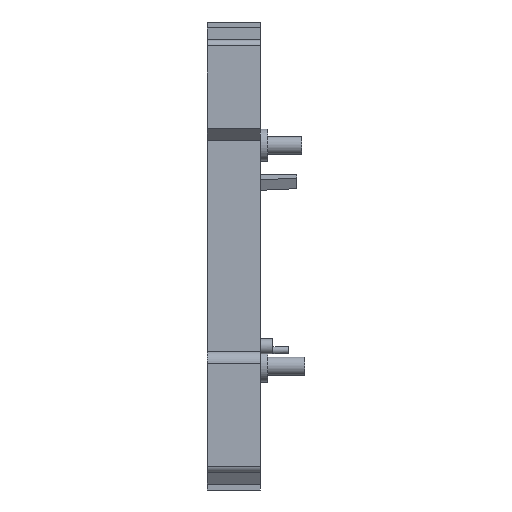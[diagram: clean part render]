
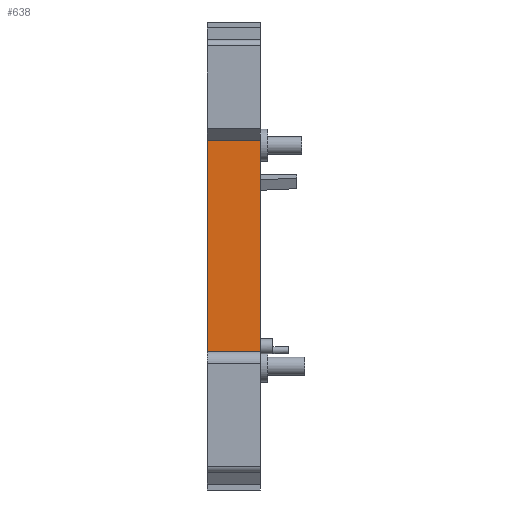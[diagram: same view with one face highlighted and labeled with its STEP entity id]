
A CAD part, front view. The second image highlights one B-rep face of the part: STEP entity #638.
In plain terms, the highlighted planar face has unit normal (0, -1, 0).
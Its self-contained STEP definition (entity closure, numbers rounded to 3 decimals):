
#307 = VECTOR ( 'NONE', #5465, 1000. ) ;
#313 = DIRECTION ( 'NONE',  ( 0., 0., 1. ) ) ;
#337 = VECTOR ( 'NONE', #3232, 1000. ) ;
#360 = DIRECTION ( 'NONE',  ( 0., 0., 1. ) ) ;
#365 = EDGE_LOOP ( 'NONE', ( #1733, #5484, #2386, #4154 ) ) ;
#638 = ADVANCED_FACE ( 'NONE', ( #5031 ), #4544, .F. ) ;
#832 = VECTOR ( 'NONE', #3342, 1000. ) ;
#841 = CARTESIAN_POINT ( 'NONE',  ( -4.5, -68.3, 19.5 ) ) ;
#1212 = EDGE_CURVE ( 'NONE', #1797, #5169, #5670, .T. ) ;
#1365 = LINE ( 'NONE', #841, #1828 ) ;
#1465 = CARTESIAN_POINT ( 'NONE',  ( -4.5, -68.3, -17.5 ) ) ;
#1531 = VERTEX_POINT ( 'NONE', #3172 ) ;
#1733 = ORIENTED_EDGE ( 'NONE', *, *, #4405, .T. ) ;
#1753 = AXIS2_PLACEMENT_3D ( 'NONE', #3161, #4579, #360 ) ;
#1780 = CARTESIAN_POINT ( 'NONE',  ( -4.5, -68.3, 19.5 ) ) ;
#1797 = VERTEX_POINT ( 'NONE', #4153 ) ;
#1828 = VECTOR ( 'NONE', #313, 1000. ) ;
#1857 = EDGE_CURVE ( 'NONE', #2963, #1531, #2305, .T. ) ;
#1894 = CARTESIAN_POINT ( 'NONE',  ( -4.5, -68.3, 19.5 ) ) ;
#2305 = LINE ( 'NONE', #1780, #337 ) ;
#2386 = ORIENTED_EDGE ( 'NONE', *, *, #5981, .F. ) ;
#2963 = VERTEX_POINT ( 'NONE', #1894 ) ;
#3161 = CARTESIAN_POINT ( 'NONE',  ( -4.5, -68.3, 19.5 ) ) ;
#3172 = CARTESIAN_POINT ( 'NONE',  ( 4.5, -68.3, 19.5 ) ) ;
#3232 = DIRECTION ( 'NONE',  ( 1., 0., 0. ) ) ;
#3342 = DIRECTION ( 'NONE',  ( 1., 0., 0. ) ) ;
#3678 = CARTESIAN_POINT ( 'NONE',  ( 4.5, -68.3, -17.5 ) ) ;
#4153 = CARTESIAN_POINT ( 'NONE',  ( -4.5, -68.3, -17.5 ) ) ;
#4154 = ORIENTED_EDGE ( 'NONE', *, *, #1212, .T. ) ;
#4405 = EDGE_CURVE ( 'NONE', #5169, #1531, #5960, .T. ) ;
#4544 = PLANE ( 'NONE',  #1753 ) ;
#4579 = DIRECTION ( 'NONE',  ( 0., 1., 0. ) ) ;
#5031 = FACE_OUTER_BOUND ( 'NONE', #365, .T. ) ;
#5169 = VERTEX_POINT ( 'NONE', #3678 ) ;
#5465 = DIRECTION ( 'NONE',  ( 0., 0., 1. ) ) ;
#5484 = ORIENTED_EDGE ( 'NONE', *, *, #1857, .F. ) ;
#5565 = CARTESIAN_POINT ( 'NONE',  ( 4.5, -68.3, 19.5 ) ) ;
#5670 = LINE ( 'NONE', #1465, #832 ) ;
#5960 = LINE ( 'NONE', #5565, #307 ) ;
#5981 = EDGE_CURVE ( 'NONE', #1797, #2963, #1365, .T. ) ;
